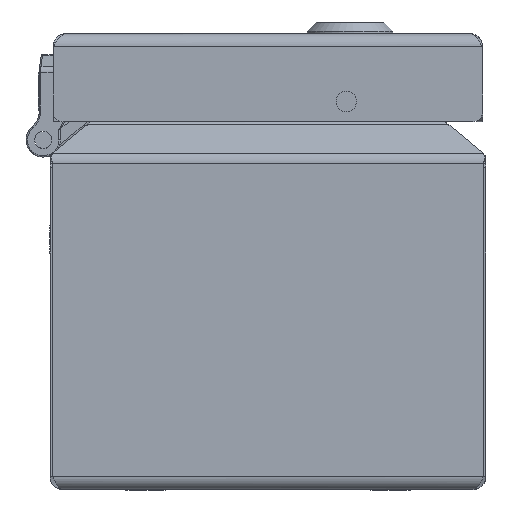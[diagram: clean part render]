
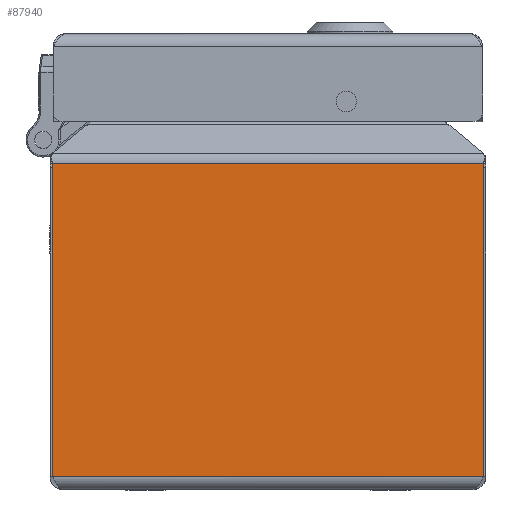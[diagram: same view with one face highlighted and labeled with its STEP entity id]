
A CAD part, front view. The second image highlights one B-rep face of the part: STEP entity #87940.
In plain terms, the highlighted planar face has unit normal (0, -1, 0).
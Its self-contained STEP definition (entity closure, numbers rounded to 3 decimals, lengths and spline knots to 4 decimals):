
#6555 = VERTEX_POINT ( 'NONE', #90214 ) ;
#7040 = LINE ( 'NONE', #22715, #174173 ) ;
#8803 = EDGE_CURVE ( 'NONE', #118725, #6555, #64170, .T. ) ;
#9186 = ORIENTED_EDGE ( 'NONE', *, *, #144622, .F. ) ;
#12503 = LINE ( 'NONE', #69040, #126895 ) ;
#12538 = DIRECTION ( 'NONE',  ( 0., -1., 0. ) ) ;
#18368 = AXIS2_PLACEMENT_3D ( 'NONE', #80245, #12538, #67216 ) ;
#21940 = EDGE_CURVE ( 'NONE', #47990, #53522, #12503, .T. ) ;
#22715 = CARTESIAN_POINT ( 'NONE',  ( -2., -3., 0.12 ) ) ;
#32284 = VECTOR ( 'NONE', #93559, 39.3701 ) ;
#36094 = ORIENTED_EDGE ( 'NONE', *, *, #21940, .T. ) ;
#36994 = EDGE_LOOP ( 'NONE', ( #9186, #129612, #83693, #36094 ) ) ;
#47990 = VERTEX_POINT ( 'NONE', #119338 ) ;
#53522 = VERTEX_POINT ( 'NONE', #64360 ) ;
#64170 = LINE ( 'NONE', #148449, #97330 ) ;
#64360 = CARTESIAN_POINT ( 'NONE',  ( -1.979, -3., 0.12 ) ) ;
#67216 = DIRECTION ( 'NONE',  ( 0., 0., -1. ) ) ;
#69040 = CARTESIAN_POINT ( 'NONE',  ( -1.979, -3., 0. ) ) ;
#80245 = CARTESIAN_POINT ( 'NONE',  ( -2., -3., 0. ) ) ;
#82993 = PLANE ( 'NONE',  #18368 ) ;
#83693 = ORIENTED_EDGE ( 'NONE', *, *, #97763, .T. ) ;
#87940 = ADVANCED_FACE ( 'NONE', ( #121913 ), #82993, .T. ) ;
#90214 = CARTESIAN_POINT ( 'NONE',  ( 1.979, -3., 2.9932 ) ) ;
#92675 = CARTESIAN_POINT ( 'NONE',  ( -2., -3., 2.993 ) ) ;
#93559 = DIRECTION ( 'NONE',  ( -1., 0., 0. ) ) ;
#97330 = VECTOR ( 'NONE', #149339, 39.3701 ) ;
#97763 = EDGE_CURVE ( 'NONE', #6555, #47990, #118637, .T. ) ;
#98660 = DIRECTION ( 'NONE',  ( 0., 0., -1. ) ) ;
#118637 = LINE ( 'NONE', #92675, #32284 ) ;
#118725 = VERTEX_POINT ( 'NONE', #177807 ) ;
#119338 = CARTESIAN_POINT ( 'NONE',  ( -1.979, -3., 2.9932 ) ) ;
#121913 = FACE_OUTER_BOUND ( 'NONE', #36994, .T. ) ;
#126895 = VECTOR ( 'NONE', #98660, 39.3701 ) ;
#129612 = ORIENTED_EDGE ( 'NONE', *, *, #8803, .T. ) ;
#144622 = EDGE_CURVE ( 'NONE', #118725, #53522, #7040, .T. ) ;
#148449 = CARTESIAN_POINT ( 'NONE',  ( 1.979, -3., 0. ) ) ;
#149339 = DIRECTION ( 'NONE',  ( 0., 0., 1. ) ) ;
#161709 = DIRECTION ( 'NONE',  ( -1., 0., 0. ) ) ;
#174173 = VECTOR ( 'NONE', #161709, 39.3701 ) ;
#177807 = CARTESIAN_POINT ( 'NONE',  ( 1.979, -3., 0.12 ) ) ;
